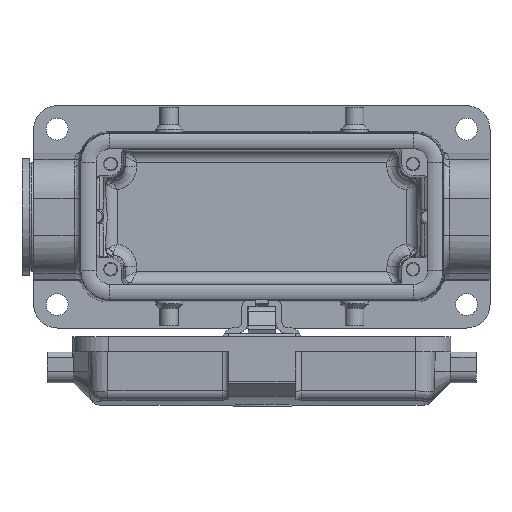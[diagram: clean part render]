
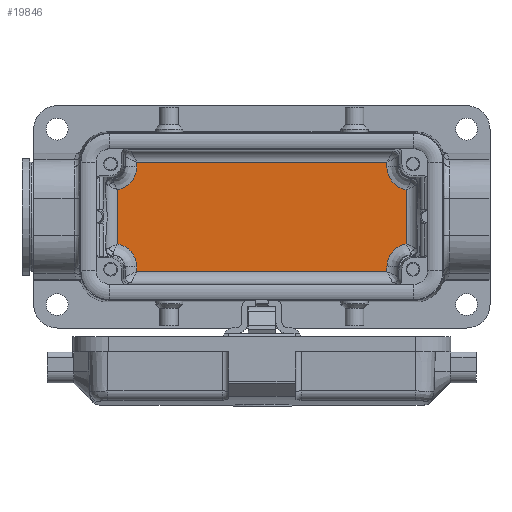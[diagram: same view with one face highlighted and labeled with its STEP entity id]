
A CAD part, top view. The second image highlights one B-rep face of the part: STEP entity #19846.
In plain terms, the highlighted planar face has unit normal (0, 0, 1).
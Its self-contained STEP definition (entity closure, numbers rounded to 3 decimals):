
#14554=CARTESIAN_POINT('',(-36.977,-6.95,-40.25));
#14555=VERTEX_POINT('',#14554);
#14769=CARTESIAN_POINT('',(-36.977,6.95,-40.25));
#14770=VERTEX_POINT('',#14769);
#14928=CARTESIAN_POINT('',(36.977,6.95,-40.25));
#14929=VERTEX_POINT('',#14928);
#15154=CARTESIAN_POINT('',(36.977,-6.95,-40.25));
#15155=VERTEX_POINT('',#15154);
#16494=CARTESIAN_POINT('',(-32.073,-12.848,-40.25));
#16495=VERTEX_POINT('',#16494);
#16496=CARTESIAN_POINT('',(-38.076,-12.85,-40.25));
#16497=DIRECTION('',(0.0,0.0,-1.0));
#16498=DIRECTION('',(-0.832,-0.555,0.0));
#16499=AXIS2_PLACEMENT_3D('',#16496,#16497,#16498);
#16500=ELLIPSE('',#16499,6.003,6.0);
#16501=EDGE_CURVE('',#14555,#16495,#16500,.T.);
#16572=CARTESIAN_POINT('',(-32.073,12.848,-40.25));
#16573=VERTEX_POINT('',#16572);
#16574=CARTESIAN_POINT('',(-38.076,12.85,-40.25));
#16575=DIRECTION('',(0.0,0.0,-1.0));
#16576=DIRECTION('',(0.832,-0.555,0.0));
#16577=AXIS2_PLACEMENT_3D('',#16574,#16575,#16576);
#16578=ELLIPSE('',#16577,6.003,6.0);
#16579=EDGE_CURVE('',#16573,#14770,#16578,.T.);
#16624=CARTESIAN_POINT('',(-32.073,-13.966,-40.25));
#16625=VERTEX_POINT('',#16624);
#16633=CARTESIAN_POINT('',(-32.073,-12.848,-40.25));
#16634=DIRECTION('',(0.0,-1.0,0.0));
#16635=VECTOR('',#16634,1.118);
#16636=LINE('',#16633,#16635);
#16637=EDGE_CURVE('',#16495,#16625,#16636,.T.);
#16654=CARTESIAN_POINT('',(-32.073,13.966,-40.25));
#16655=VERTEX_POINT('',#16654);
#16672=CARTESIAN_POINT('',(-32.073,13.966,-40.25));
#16673=DIRECTION('',(0.0,-1.0,0.0));
#16674=VECTOR('',#16673,1.118);
#16675=LINE('',#16672,#16674);
#16676=EDGE_CURVE('',#16655,#16573,#16675,.T.);
#16854=CARTESIAN_POINT('',(32.073,-13.966,-40.25));
#16855=VERTEX_POINT('',#16854);
#16863=CARTESIAN_POINT('',(-32.073,-13.966,-40.25));
#16864=DIRECTION('',(1.0,0.0,0.0));
#16865=VECTOR('',#16864,64.147);
#16866=LINE('',#16863,#16865);
#16867=EDGE_CURVE('',#16625,#16855,#16866,.T.);
#16896=CARTESIAN_POINT('',(32.073,13.966,-40.25));
#16897=VERTEX_POINT('',#16896);
#16898=CARTESIAN_POINT('',(32.073,13.966,-40.25));
#16899=DIRECTION('',(-1.0,0.0,0.0));
#16900=VECTOR('',#16899,64.147);
#16901=LINE('',#16898,#16900);
#16902=EDGE_CURVE('',#16897,#16655,#16901,.T.);
#17124=CARTESIAN_POINT('',(32.073,-12.848,-40.25));
#17125=VERTEX_POINT('',#17124);
#17133=CARTESIAN_POINT('',(32.073,-13.966,-40.25));
#17134=DIRECTION('',(0.0,1.0,0.0));
#17135=VECTOR('',#17134,1.118);
#17136=LINE('',#17133,#17135);
#17137=EDGE_CURVE('',#16855,#17125,#17136,.T.);
#17156=CARTESIAN_POINT('',(32.073,12.848,-40.25));
#17157=VERTEX_POINT('',#17156);
#17172=CARTESIAN_POINT('',(32.073,12.848,-40.25));
#17173=DIRECTION('',(0.0,1.0,0.0));
#17174=VECTOR('',#17173,1.118);
#17175=LINE('',#17172,#17174);
#17176=EDGE_CURVE('',#17157,#16897,#17175,.T.);
#17229=CARTESIAN_POINT('',(38.076,-12.85,-40.25));
#17230=DIRECTION('',(0.0,0.0,-1.0));
#17231=DIRECTION('',(-0.832,0.555,0.0));
#17232=AXIS2_PLACEMENT_3D('',#17229,#17230,#17231);
#17233=ELLIPSE('',#17232,6.003,6.);
#17234=EDGE_CURVE('',#17125,#15155,#17233,.T.);
#17285=CARTESIAN_POINT('',(38.076,12.85,-40.25));
#17286=DIRECTION('',(0.0,0.0,-1.0));
#17287=DIRECTION('',(0.832,0.555,0.0));
#17288=AXIS2_PLACEMENT_3D('',#17285,#17286,#17287);
#17289=ELLIPSE('',#17288,6.003,6.);
#17290=EDGE_CURVE('',#14929,#17157,#17289,.T.);
#19817=CARTESIAN_POINT('',(-42.247,17.75,-40.25));
#19818=DIRECTION('',(0.0,0.0,-1.0));
#19819=DIRECTION('',(-1.0,0.0,0.0));
#19820=AXIS2_PLACEMENT_3D('',#19817,#19818,#19819);
#19821=PLANE('',#19820);
#19822=ORIENTED_EDGE('',*,*,#16867,.T.);
#19823=ORIENTED_EDGE('',*,*,#17137,.T.);
#19824=ORIENTED_EDGE('',*,*,#17234,.T.);
#19825=CARTESIAN_POINT('',(36.977,-6.95,-40.25));
#19826=DIRECTION('',(0.0,1.0,0.0));
#19827=VECTOR('',#19826,13.9);
#19828=LINE('',#19825,#19827);
#19829=EDGE_CURVE('',#15155,#14929,#19828,.T.);
#19830=ORIENTED_EDGE('',*,*,#19829,.T.);
#19831=ORIENTED_EDGE('',*,*,#17290,.T.);
#19832=ORIENTED_EDGE('',*,*,#17176,.T.);
#19833=ORIENTED_EDGE('',*,*,#16902,.T.);
#19834=ORIENTED_EDGE('',*,*,#16676,.T.);
#19835=ORIENTED_EDGE('',*,*,#16579,.T.);
#19836=CARTESIAN_POINT('',(-36.977,6.95,-40.25));
#19837=DIRECTION('',(0.0,-1.0,0.0));
#19838=VECTOR('',#19837,13.9);
#19839=LINE('',#19836,#19838);
#19840=EDGE_CURVE('',#14770,#14555,#19839,.T.);
#19841=ORIENTED_EDGE('',*,*,#19840,.T.);
#19842=ORIENTED_EDGE('',*,*,#16501,.T.);
#19843=ORIENTED_EDGE('',*,*,#16637,.T.);
#19844=EDGE_LOOP('',(#19822,#19823,#19824,#19830,#19831,#19832,#19833,#19834,#19835,#19841,#19842,#19843));
#19845=FACE_OUTER_BOUND('',#19844,.T.);
#19846=ADVANCED_FACE('',(#19845),#19821,.F.);
